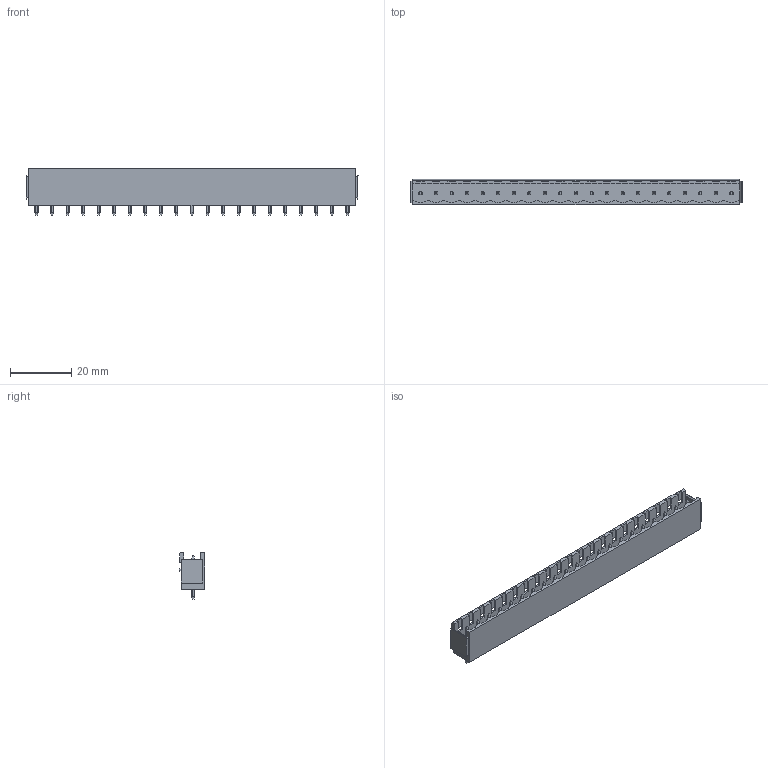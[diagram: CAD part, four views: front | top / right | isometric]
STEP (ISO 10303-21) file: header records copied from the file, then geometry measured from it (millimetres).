
FILE_DESCRIPTION(('CATIA V5 STEP Exchange','CAx-IF Rec.Pracs.--- Model Styling and Organization---1.2---2011-12-15'),'2;1');
FILE_NAME ('D1449097_0', '2018-10-27T04:21:29+00:00', ('none'), ('Weidmueller'), 'CATIA Version 5-6 Release 2014', 'CATIA V5 STEP AP214', 'none');
FILE_SCHEMA(('AUTOMOTIVE_DESIGN { 1 0 10303 214 1 1 1 1 }'));
Length unit declared in the file: millimetre
Products named in the file (1): 1147930000
Bounding box: 108.44 x 8.43 x 15.2 mm (x, y, z)
Volume: 4951.7 mm3; surface area: 8026.9 mm2
Topology: 22 solids, 22 shells, 803 faces, 2409 edges, 1608 vertices
Faces by surface type: plane 612, cylinder 191
Entity records: 25055 total; most frequent: CARTESIAN_POINT 5637, ORIENTED_EDGE 4818, DIRECTION 2791, EDGE_CURVE 2409, VECTOR 1687, LINE 1687, VERTEX_POINT 1608, EDGE_LOOP 845
